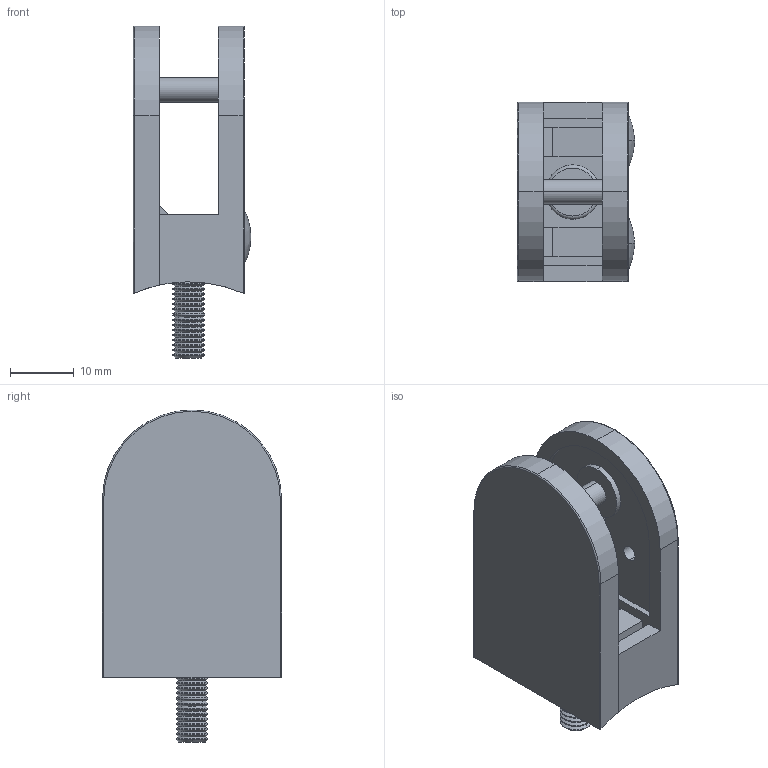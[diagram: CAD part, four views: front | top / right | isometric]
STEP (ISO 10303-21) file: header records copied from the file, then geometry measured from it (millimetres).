
FILE_DESCRIPTION (( 'STEP AP203' ), '1' );
FILE_NAME ('1642-V2A.STEP', '2017-02-24T09:32:58', ( '' ), ( '' ), 'SwSTEP 2.0', 'SolidWorks 2015', '' );
FILE_SCHEMA (( 'CONFIG_CONTROL_DESIGN' ));
Length unit declared in the file: millimetre
Products named in the file (7): 16-Kappe_16-Kappe; 1642-V2A; socket head thin cap screw_din_DIN 7984 - M5 x 16 --- 16S; 16-Stift_16-Stift; 16xx-XXX Teil2_1642-V2A; 16xx-XXX Teil1_1642-V2A; socket countersunk head screw_din_DIN 7991 - M4 x 10 --- 10S
Assembly tree (8 placements, depth 2):
  1642-V2A
    16xx-XXX Teil1_1642-V2A
    16xx-XXX Teil2_1642-V2A
    16-Stift_16-Stift
    socket countersunk head screw_din_DIN 7991 - M4 x 10 --- 10S  x2
    16-Kappe_16-Kappe  x2
    socket head thin cap screw_din_DIN 7984 - M5 x 16 --- 16S
Bounding box: 18.4 x 28 x 51.9 mm (x, y, z)
Volume: 9769.1 mm3; surface area: 9015 mm2
Topology: 8 solids, 19 shells, 1397 faces, 3652 edges, 2383 vertices
Faces by surface type: plane 670, bspline 335, cylinder 206, cone 172, torus 10, sphere 4
Entity records: 57645 total; most frequent: CARTESIAN_POINT 26653, ORIENTED_EDGE 6824, DIRECTION 5186, EDGE_CURVE 3412, VERTEX_POINT 2241, VECTOR 2134, LINE 2134, AXIS2_PLACEMENT_3D 1526
